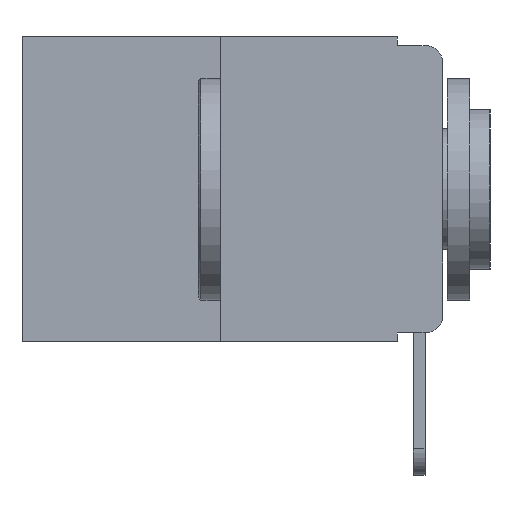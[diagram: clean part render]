
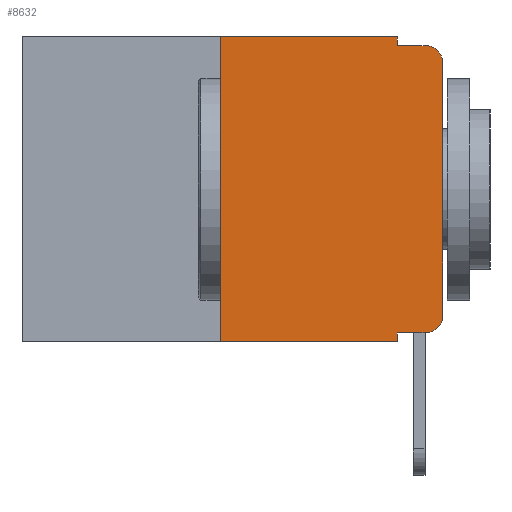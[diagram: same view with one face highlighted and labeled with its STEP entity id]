
A CAD part, left-side view. The second image highlights one B-rep face of the part: STEP entity #8632.
In plain terms, the highlighted planar face has unit normal (-1, 0, 0).
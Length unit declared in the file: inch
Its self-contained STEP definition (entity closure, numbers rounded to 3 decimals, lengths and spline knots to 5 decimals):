
#647 = AXIS2_PLACEMENT_3D ( 'NONE', #11189, #25307, #13287 ) ;
#811 = VERTEX_POINT ( 'NONE', #19875 ) ;
#968 = CARTESIAN_POINT ( 'NONE',  ( 0., 0.473, 0. ) ) ;
#1082 = LINE ( 'NONE', #16717, #6894 ) ;
#1741 = VERTEX_POINT ( 'NONE', #3683 ) ;
#1827 = DIRECTION ( 'NONE',  ( 0., 0., -1. ) ) ;
#1957 = VERTEX_POINT ( 'NONE', #2753 ) ;
#2298 = VERTEX_POINT ( 'NONE', #24333 ) ;
#2302 = ORIENTED_EDGE ( 'NONE', *, *, #6967, .F. ) ;
#2753 = CARTESIAN_POINT ( 'NONE',  ( 0., 0.02, -0.333 ) ) ;
#3287 = VECTOR ( 'NONE', #25609, 39.37008 ) ;
#3683 = CARTESIAN_POINT ( 'NONE',  ( 0., 0.051, 0. ) ) ;
#3699 = ORIENTED_EDGE ( 'NONE', *, *, #12751, .F. ) ;
#4078 = VERTEX_POINT ( 'NONE', #25774 ) ;
#4405 = ORIENTED_EDGE ( 'NONE', *, *, #14133, .F. ) ;
#4790 = LINE ( 'NONE', #19810, #20730 ) ;
#4854 = CARTESIAN_POINT ( 'NONE',  ( 0., 0.051, -0.01 ) ) ;
#4913 = VECTOR ( 'NONE', #9215, 39.37008 ) ;
#5186 = LINE ( 'NONE', #968, #21091 ) ;
#5249 = DIRECTION ( 'NONE',  ( 0., 0., 1. ) ) ;
#6103 = VERTEX_POINT ( 'NONE', #7014 ) ;
#6334 = VERTEX_POINT ( 'NONE', #10567 ) ;
#6604 = EDGE_CURVE ( 'NONE', #10520, #6334, #21466, .T. ) ;
#6894 = VECTOR ( 'NONE', #1827, 39.37008 ) ;
#6967 = EDGE_CURVE ( 'NONE', #1741, #10520, #1082, .T. ) ;
#7014 = CARTESIAN_POINT ( 'NONE',  ( 0., 0.25, 0. ) ) ;
#7119 = VECTOR ( 'NONE', #14508, 39.37008 ) ;
#7312 = PLANE ( 'NONE',  #12874 ) ;
#7611 = EDGE_CURVE ( 'NONE', #6103, #1741, #5186, .T. ) ;
#7633 = VERTEX_POINT ( 'NONE', #15941 ) ;
#7685 = LINE ( 'NONE', #12654, #18115 ) ;
#8632 = ADVANCED_FACE ( 'NONE', ( #20401 ), #7312, .F. ) ;
#8872 = CIRCLE ( 'NONE', #24928, 0.02 ) ;
#9033 = VECTOR ( 'NONE', #14893, 39.37008 ) ;
#9215 = DIRECTION ( 'NONE',  ( 0., -1., 0. ) ) ;
#9358 = CARTESIAN_POINT ( 'NONE',  ( 0., 0.25, 0. ) ) ;
#10298 = EDGE_CURVE ( 'NONE', #811, #2298, #7685, .T. ) ;
#10456 = EDGE_CURVE ( 'NONE', #4078, #6334, #24367, .T. ) ;
#10520 = VERTEX_POINT ( 'NONE', #25394 ) ;
#10545 = DIRECTION ( 'NONE',  ( 0., -1., 0. ) ) ;
#10567 = CARTESIAN_POINT ( 'NONE',  ( 0., 0.02, -0.01 ) ) ;
#10897 = CARTESIAN_POINT ( 'NONE',  ( 0., 0.02, -0.313 ) ) ;
#11189 = CARTESIAN_POINT ( 'NONE',  ( 0., 0.02, -0.03 ) ) ;
#11695 = DIRECTION ( 'NONE',  ( 0., 0., -1. ) ) ;
#12464 = CARTESIAN_POINT ( 'NONE',  ( 0., 0.051, -0.333 ) ) ;
#12536 = VERTEX_POINT ( 'NONE', #15026 ) ;
#12654 = CARTESIAN_POINT ( 'NONE',  ( 0., 0.473, -0.343 ) ) ;
#12751 = EDGE_CURVE ( 'NONE', #811, #6103, #25973, .T. ) ;
#12873 = CARTESIAN_POINT ( 'NONE',  ( 0., 0.051, 0. ) ) ;
#12874 = AXIS2_PLACEMENT_3D ( 'NONE', #21751, #23756, #11695 ) ;
#12989 = DIRECTION ( 'NONE',  ( 0., 0., -1. ) ) ;
#13287 = DIRECTION ( 'NONE',  ( 0., 0., -1. ) ) ;
#13796 = ORIENTED_EDGE ( 'NONE', *, *, #7611, .F. ) ;
#14133 = EDGE_CURVE ( 'NONE', #12536, #2298, #25300, .T. ) ;
#14508 = DIRECTION ( 'NONE',  ( 0., -1., 0. ) ) ;
#14893 = DIRECTION ( 'NONE',  ( 0., 0., -1. ) ) ;
#15026 = CARTESIAN_POINT ( 'NONE',  ( 0., 0.051, -0.333 ) ) ;
#15941 = CARTESIAN_POINT ( 'NONE',  ( 0., 0., -0.313 ) ) ;
#16717 = CARTESIAN_POINT ( 'NONE',  ( 0., 0.051, 0. ) ) ;
#18115 = VECTOR ( 'NONE', #10545, 39.37008 ) ;
#18500 = ORIENTED_EDGE ( 'NONE', *, *, #6604, .F. ) ;
#18510 = EDGE_CURVE ( 'NONE', #1957, #7633, #8872, .T. ) ;
#19810 = CARTESIAN_POINT ( 'NONE',  ( 0., 0., 0. ) ) ;
#19875 = CARTESIAN_POINT ( 'NONE',  ( 0., 0.25, -0.343 ) ) ;
#20393 = ORIENTED_EDGE ( 'NONE', *, *, #10298, .T. ) ;
#20401 = FACE_OUTER_BOUND ( 'NONE', #25814, .T. ) ;
#20730 = VECTOR ( 'NONE', #5249, 39.37008 ) ;
#20847 = EDGE_CURVE ( 'NONE', #12536, #1957, #22894, .T. ) ;
#21002 = ORIENTED_EDGE ( 'NONE', *, *, #20847, .T. ) ;
#21091 = VECTOR ( 'NONE', #21899, 39.37008 ) ;
#21466 = LINE ( 'NONE', #4854, #4913 ) ;
#21751 = CARTESIAN_POINT ( 'NONE',  ( 0., 0.473, 0. ) ) ;
#21899 = DIRECTION ( 'NONE',  ( 0., -1., 0. ) ) ;
#22249 = ORIENTED_EDGE ( 'NONE', *, *, #25850, .T. ) ;
#22269 = ORIENTED_EDGE ( 'NONE', *, *, #18510, .T. ) ;
#22894 = LINE ( 'NONE', #12464, #7119 ) ;
#23181 = ORIENTED_EDGE ( 'NONE', *, *, #10456, .T. ) ;
#23756 = DIRECTION ( 'NONE',  ( 1., 0., 0. ) ) ;
#24333 = CARTESIAN_POINT ( 'NONE',  ( 0., 0.051, -0.343 ) ) ;
#24367 = CIRCLE ( 'NONE', #647, 0.02 ) ;
#24928 = AXIS2_PLACEMENT_3D ( 'NONE', #10897, #25024, #12989 ) ;
#25024 = DIRECTION ( 'NONE',  ( -1., 0., 0. ) ) ;
#25300 = LINE ( 'NONE', #12873, #9033 ) ;
#25307 = DIRECTION ( 'NONE',  ( -1., 0., 0. ) ) ;
#25394 = CARTESIAN_POINT ( 'NONE',  ( 0., 0.051, -0.01 ) ) ;
#25609 = DIRECTION ( 'NONE',  ( 0., 0., 1. ) ) ;
#25774 = CARTESIAN_POINT ( 'NONE',  ( 0., 0., -0.03 ) ) ;
#25814 = EDGE_LOOP ( 'NONE', ( #22249, #23181, #18500, #2302, #13796, #3699, #20393, #4405, #21002, #22269 ) ) ;
#25850 = EDGE_CURVE ( 'NONE', #7633, #4078, #4790, .T. ) ;
#25973 = LINE ( 'NONE', #9358, #3287 ) ;
